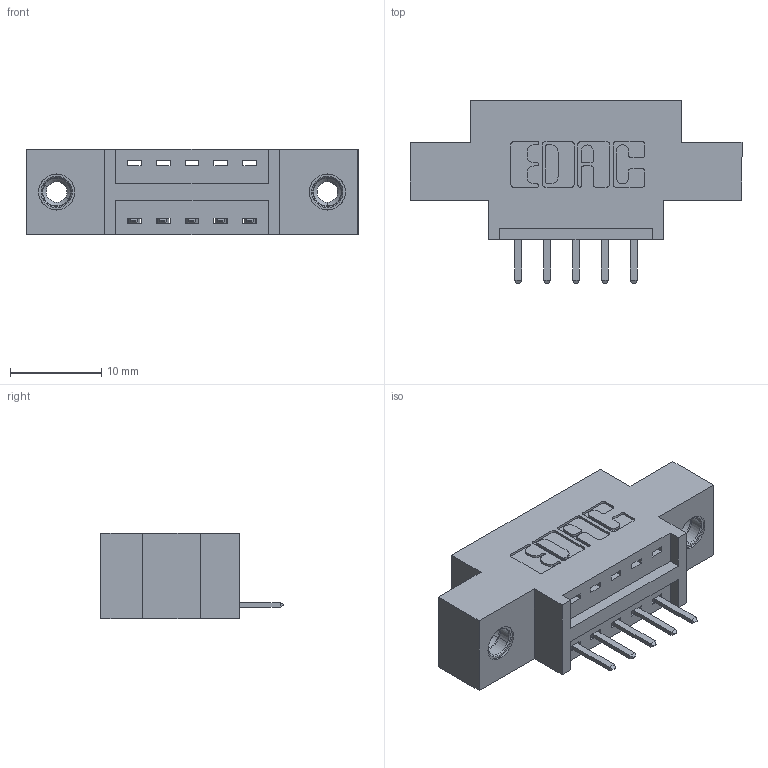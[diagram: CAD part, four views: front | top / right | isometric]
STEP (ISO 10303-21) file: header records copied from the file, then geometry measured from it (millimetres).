
FILE_DESCRIPTION (( 'STEP AP203' ), '1' );
FILE_NAME ('396-005-520-608.STEP', '2022-05-17T08:28:24', ( '' ), ( '' ), 'SwSTEP 2.0', 'SolidWorks 2020', '' );
FILE_SCHEMA (( 'CONFIG_CONTROL_DESIGN' ));
Length unit declared in the file: inch
Products named in the file (4): 345-292-001_345-293-120; 345-250-001_345-250-003-102; 346 Part_0.170 Offset - 0.156 Dia-TI; 396-005-520-608
Assembly tree (8 placements, depth 2):
  396-005-520-608
    346 Part_0.170 Offset - 0.156 Dia-TI
    345-292-001_345-293-120  x5
    345-250-001_345-250-003-102  x2
Bounding box: 36.45 x 20.02 x 9.4 mm (x, y, z)
Volume: 3058.5 mm3; surface area: 3557.6 mm2
Topology: 8 solids, 8 shells, 496 faces, 1397 edges, 910 vertices
Faces by surface type: plane 322, cylinder 158, cone 12, torus 4
Entity records: 9516 total; most frequent: CARTESIAN_POINT 1638, ORIENTED_EDGE 1558, DIRECTION 1503, EDGE_CURVE 779, LINE 603, VECTOR 603, VERTEX_POINT 512, AXIS2_PLACEMENT_3D 450
